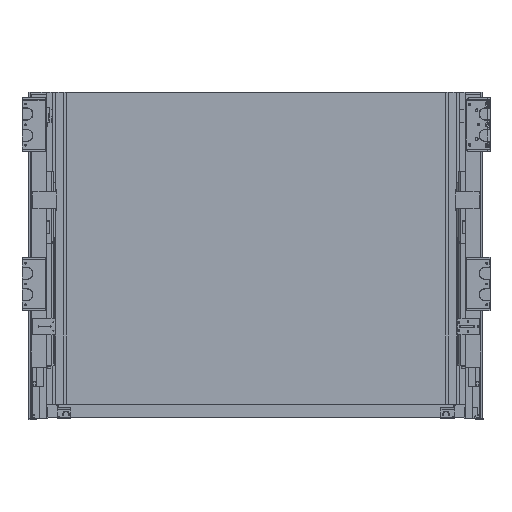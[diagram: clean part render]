
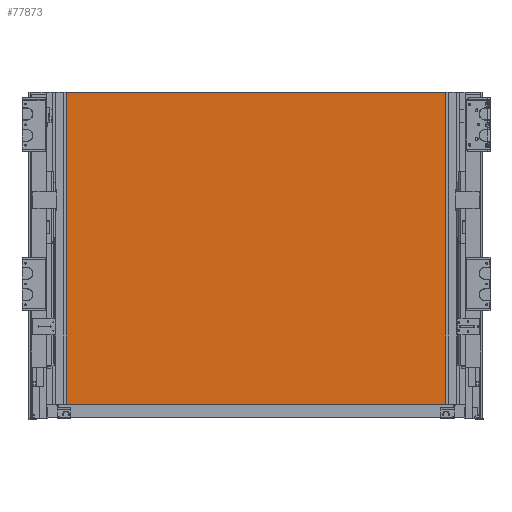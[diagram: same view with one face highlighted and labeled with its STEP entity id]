
A CAD part, front view. The second image highlights one B-rep face of the part: STEP entity #77873.
In plain terms, the highlighted planar face has unit normal (0, -1, 0).
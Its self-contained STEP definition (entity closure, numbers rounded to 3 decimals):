
#4055=FACE_OUTER_BOUND('',#8159,.T.);
#8159=EDGE_LOOP('',(#48735,#48736,#48737,#48738));
#12531=LINE('',#107716,#21331);
#12535=LINE('',#107724,#21335);
#12538=LINE('',#107730,#21338);
#12541=LINE('',#107735,#21341);
#21331=VECTOR('',#87709,1000.);
#21335=VECTOR('',#87715,1000.);
#21338=VECTOR('',#87720,1000.);
#21341=VECTOR('',#87725,1000.);
#30131=VERTEX_POINT('',#107714);
#30132=VERTEX_POINT('',#107715);
#30135=VERTEX_POINT('',#107723);
#30137=VERTEX_POINT('',#107729);
#37463=EDGE_CURVE('',#30131,#30132,#12531,.T.);
#37467=EDGE_CURVE('',#30132,#30135,#12535,.T.);
#37470=EDGE_CURVE('',#30135,#30137,#12538,.T.);
#37473=EDGE_CURVE('',#30137,#30131,#12541,.T.);
#48735=ORIENTED_EDGE('',*,*,#37463,.F.);
#48736=ORIENTED_EDGE('',*,*,#37473,.F.);
#48737=ORIENTED_EDGE('',*,*,#37470,.F.);
#48738=ORIENTED_EDGE('',*,*,#37467,.F.);
#71213=PLANE('',#82106);
#77873=ADVANCED_FACE('',(#4055),#71213,.T.);
#82106=AXIS2_PLACEMENT_3D('',#107738,#87729,#87730);
#87709=DIRECTION('',(0.,0.,-1.));
#87715=DIRECTION('',(-1.,0.,0.));
#87720=DIRECTION('',(0.,0.,1.));
#87725=DIRECTION('',(1.,0.,0.));
#87729=DIRECTION('center_axis',(0.,-1.,0.));
#87730=DIRECTION('ref_axis',(0.,0.,
-1.));
#107714=CARTESIAN_POINT('',(1240.977,1298.439,147.6));
#107715=CARTESIAN_POINT('',(1240.977,1298.439,-228.4));
#107716=CARTESIAN_POINT('',(1240.977,1298.439,147.6));
#107723=CARTESIAN_POINT('',(751.977,1298.439,-228.4));
#107724=CARTESIAN_POINT('',(751.977,1298.439,-228.4));
#107729=CARTESIAN_POINT('',(751.977,1298.439,147.6));
#107730=CARTESIAN_POINT('',(751.977,1298.439,147.6));
#107735=CARTESIAN_POINT('',(751.977,1298.439,147.6));
#107738=CARTESIAN_POINT('Origin',(996.477,1298.439,-40.4));
